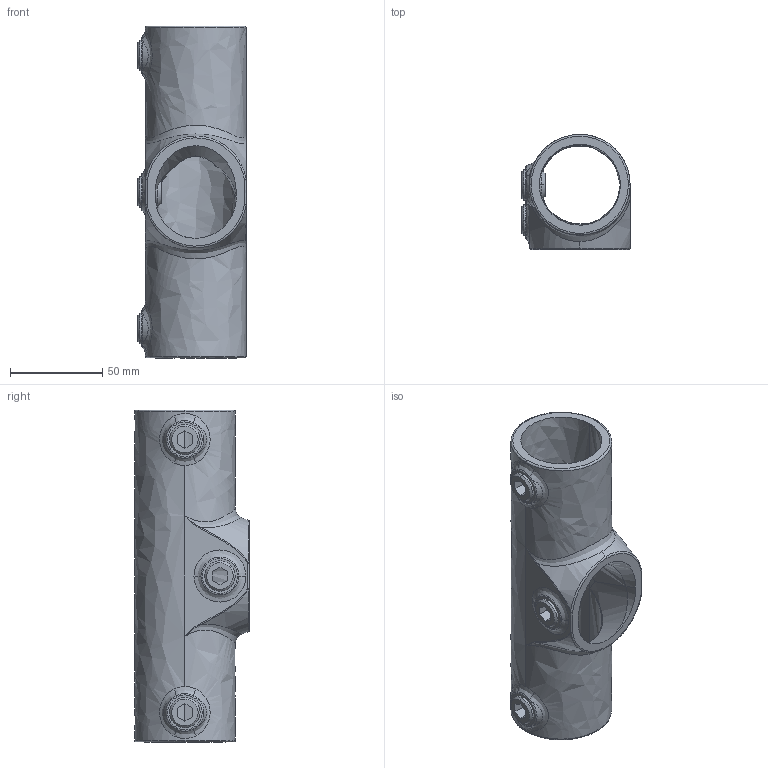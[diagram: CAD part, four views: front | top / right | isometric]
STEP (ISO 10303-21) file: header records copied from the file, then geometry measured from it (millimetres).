
FILE_DESCRIPTION (( 'STEP AP203' ), '1' );
FILE_NAME ('16177C.STEP', '2020-08-18T07:58:11', ( '' ), ( '' ), 'SwSTEP 2.0', 'SolidWorks 2018', '' );
FILE_SCHEMA (( 'CONFIG_CONTROL_DESIGN' ));
Length unit declared in the file: millimetre
Products named in the file (1): 16177C
Bounding box: 58.73 x 62.3 x 180 mm (x, y, z)
Volume: 163266.9 mm3; surface area: 62995 mm2
Topology: 4 solids, 4 shells, 131 faces, 319 edges, 187 vertices
Faces by surface type: bspline 131
Entity records: 11689 total; most frequent: CARTESIAN_POINT 9807, ORIENTED_EDGE 626, EDGE_CURVE 313, B_SPLINE_CURVE_WITH_KNOTS 215, VERTEX_POINT 187, EDGE_LOOP 144, ADVANCED_FACE 131, FACE_OUTER_BOUND 131
